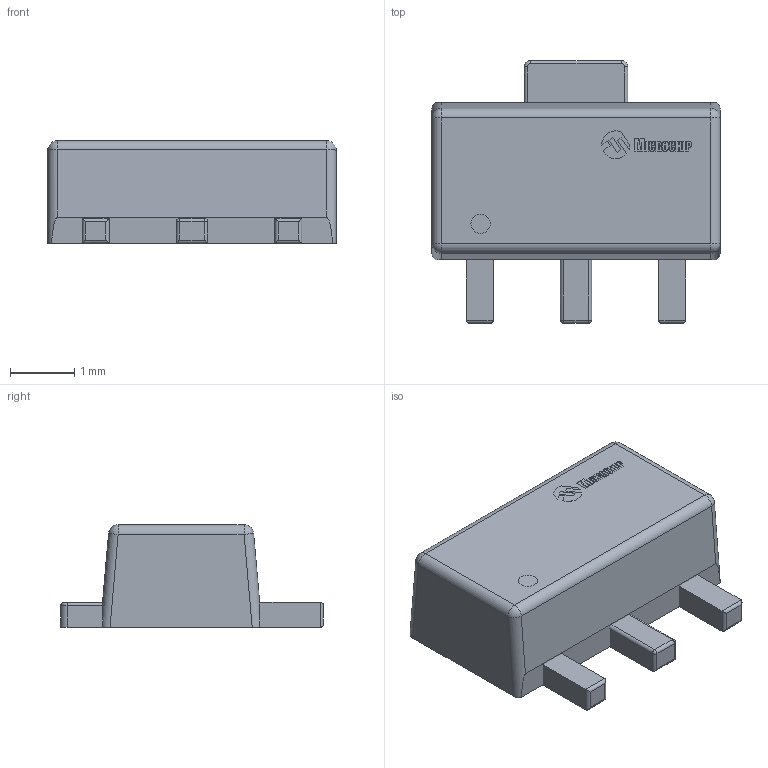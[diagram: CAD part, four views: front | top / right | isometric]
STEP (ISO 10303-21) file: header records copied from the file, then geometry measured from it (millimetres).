
FILE_DESCRIPTION(/* description */ (''),/* implementation_level */ '2;1');
FILE_NAME(/* name */ '1.stp',/* time_stamp */ '2020-06-12T05:32:59+02:00',/* author */ ('khaled'),/* organization */ (''),/* preprocessor_version */ 'ST-DEVELOPER v17.2',/* originating_system */ 'Autodesk Inventor 2019',/* authorisation */ '');
FILE_SCHEMA (('AUTOMOTIVE_DESIGN { 1 0 10303 214 3 1 1 }'));
Length unit declared in the file: millimetre
Products named in the file (6): 1; 1_1; 2; microchip; Microchip logo; circle
Assembly tree (5 placements, depth 2):
  1
    1_1
    2
    microchip
    Microchip logo
    circle
Bounding box: 4.5 x 4.09 x 1.6 mm (x, y, z)
Volume: 19.3 mm3; surface area: 61.2 mm2
Topology: 15 solids, 15 shells, 210 faces, 504 edges, 324 vertices
Faces by surface type: plane 133, bspline 38, cylinder 33, sphere 6
Full cylindrical faces by diameter (mm): 0.3 x1
Entity records: 6547 total; most frequent: CARTESIAN_POINT 1617, ORIENTED_EDGE 1008, DIRECTION 856, EDGE_CURVE 504, LINE 374, VECTOR 374, VERTEX_POINT 324, AXIS2_PLACEMENT_3D 241
